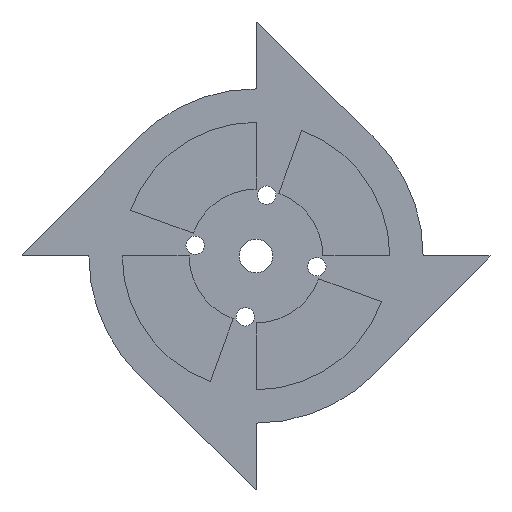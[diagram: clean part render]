
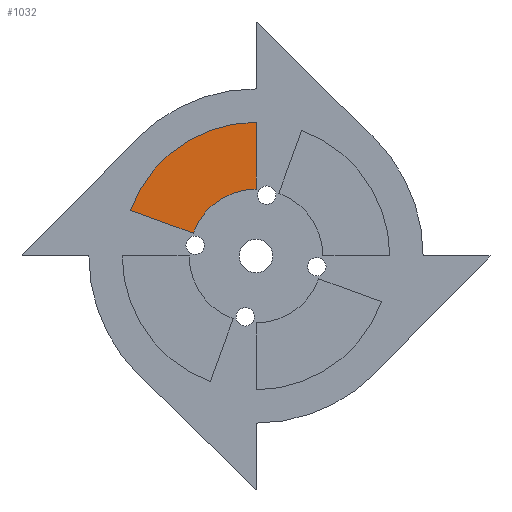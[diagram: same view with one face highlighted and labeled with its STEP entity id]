
A CAD part, left-side view. The second image highlights one B-rep face of the part: STEP entity #1032.
In plain terms, the highlighted planar face has unit normal (-1, 0, 0).
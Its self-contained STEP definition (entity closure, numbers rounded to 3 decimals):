
#42=PLANE('',#1118);
#88=FACE_OUTER_BOUND('',#147,.T.);
#147=EDGE_LOOP('',(#776,#777,#778,#779));
#237=LINE('',#1616,#334);
#248=LINE('',#1650,#345);
#334=VECTOR('',#1291,10.);
#345=VECTOR('',#1324,10.);
#420=CIRCLE('',#1116,40.);
#422=CIRCLE('',#1119,20.);
#491=VERTEX_POINT('',#1614);
#492=VERTEX_POINT('',#1615);
#502=VERTEX_POINT('',#1642);
#504=VERTEX_POINT('',#1648);
#599=EDGE_CURVE('',#491,#492,#237,.T.);
#612=EDGE_CURVE('',#491,#502,#420,.T.);
#615=EDGE_CURVE('',#504,#492,#422,.T.);
#616=EDGE_CURVE('',#502,#504,#248,.T.);
#776=ORIENTED_EDGE('',*,*,#599,.T.);
#777=ORIENTED_EDGE('',*,*,#615,.F.);
#778=ORIENTED_EDGE('',*,*,#616,.F.);
#779=ORIENTED_EDGE('',*,*,#612,.F.);
#1032=ADVANCED_FACE('',(#88),#42,.T.);
#1116=AXIS2_PLACEMENT_3D('',#1643,#1315,#1316);
#1118=AXIS2_PLACEMENT_3D('',#1647,#1320,#1321);
#1119=AXIS2_PLACEMENT_3D('',#1649,#1322,#1323);
#1291=DIRECTION('',(0.,-0.94,-0.342));
#1315=DIRECTION('center_axis',(1.,0.,0.));
#1316=DIRECTION('ref_axis',(0.,-1.,0.));
#1320=DIRECTION('center_axis',(-1.,0.,0.));
#1321=DIRECTION('ref_axis',(0.,-1.,0.));
#1322=DIRECTION('center_axis',(-1.,0.,0.));
#1323=DIRECTION('ref_axis',(0.,-1.,0.));
#1324=DIRECTION('',(0.,0.,-1.));
#1614=CARTESIAN_POINT('',(-3.,-63.553,98.02));
#1615=CARTESIAN_POINT('',(-3.,-82.348,91.183));
#1616=CARTESIAN_POINT('',(-3.,-79.572,92.193));
#1642=CARTESIAN_POINT('',(-3.,-101.174,124.345));
#1643=CARTESIAN_POINT('Origin',(-3.,-101.143,84.345));
#1647=CARTESIAN_POINT('Origin',(-3.,-81.656,106.561));
#1648=CARTESIAN_POINT('',(-3.,-101.174,104.345));
#1649=CARTESIAN_POINT('Origin',(-3.,-101.143,84.345));
#1650=CARTESIAN_POINT('',(-3.,-101.174,115.453));
